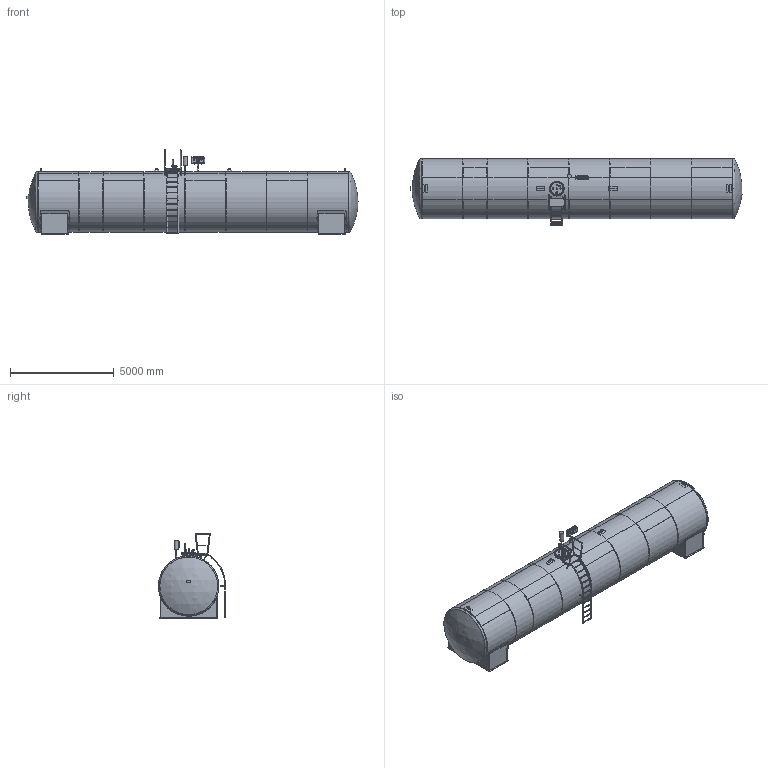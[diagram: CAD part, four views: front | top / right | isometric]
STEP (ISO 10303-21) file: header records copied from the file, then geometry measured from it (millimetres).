
FILE_DESCRIPTION(/* description */ (''),/* implementation_level */ '2;1');
FILE_NAME(/* name */ 'dh3c_cad-100265_202208.stp',/* time_stamp */ '2022-09-05T13:57:49+02:00',/* author */ ('mh'),/* organization */ (''),/* preprocessor_version */ 'ST-DEVELOPER v18.1',/* originating_system */ 'Autodesk Inventor 2022',/* authorisation */ '');
FILE_SCHEMA (('AUTOMOTIVE_DESIGN { 1 0 10303 214 3 1 1 }','AUTOMOTIVE_DESIGN { 1 0 10303 214 1 1 1 1 }'));
Length unit declared in the file: millimetre
Products named in the file (1): Bauteil10
Bounding box: 16011.35 x 3230.51 x 4060.93 mm (x, y, z)
Volume: 67318 mm3; surface area: 645288040.1 mm2
Topology: 4 solids, 293 shells, 7740 faces, 19273 edges, 12494 vertices
Faces by surface type: plane 4139, cylinder 1892, bspline 812, cone 640, torus 205, sphere 52
Full cylindrical faces by diameter (mm): 0.9 x30, 1.5 x1, 2.817 x2, 4 x5, 4.2 x2, 4.5 x1, 4.918 x1, 5 x397, 5.449 x3, 6 x4, 6.2 x1, 6.5 x4, 6.999 x1, 7 x2, 7.5 x3, 8 x9, 8.1 x5, 8.49 x1, 8.5 x1, 8.51 x1, 8.7 x4, 9 x1, 9.3 x1, 9.5 x4, 10 x10, 10.106 x6, 10.16 x1, 11 x1, 12 x16, 12.5 x1
Entity records: 360102 total; most frequent: CARTESIAN_POINT 170294, ORIENTED_EDGE 38540, DIRECTION 35235, EDGE_CURVE 19270, VERTEX_POINT 12494, AXIS2_PLACEMENT_3D 12091, LINE 11053, VECTOR 11053
